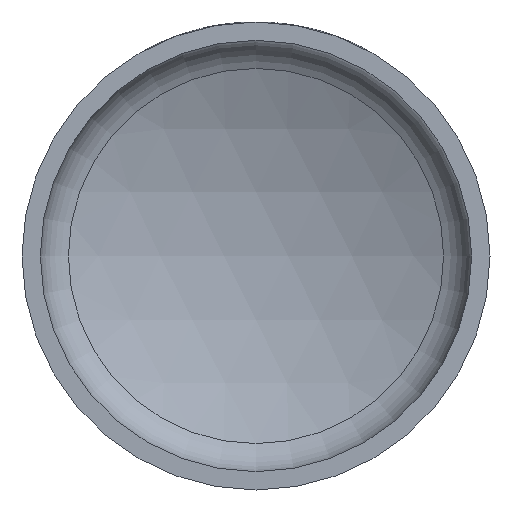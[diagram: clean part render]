
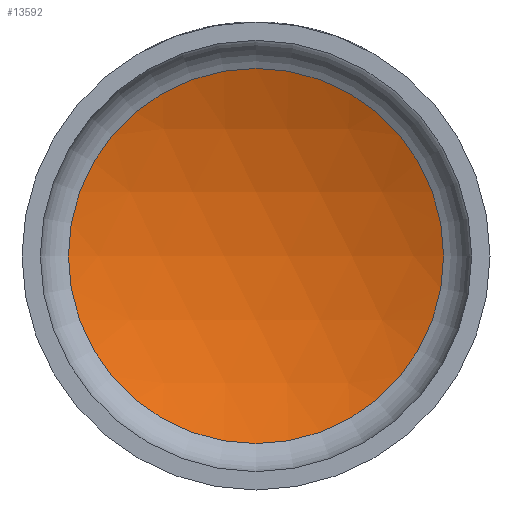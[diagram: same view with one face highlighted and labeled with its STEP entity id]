
A CAD part, front view. The second image highlights one B-rep face of the part: STEP entity #13592.
In plain terms, the highlighted spherical face has radius 51 mm.
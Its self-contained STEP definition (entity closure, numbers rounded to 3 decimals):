
#1270 = CARTESIAN_POINT ( 'NONE',  ( 0., 13.672, -20.444 ) ) ;
#1328 = CIRCLE ( 'NONE', #9053, 20.444 ) ;
#3130 = DIRECTION ( 'NONE',  ( 0., -1., 0. ) ) ;
#4264 = DIRECTION ( 'NONE',  ( 0., 0., -1. ) ) ;
#5831 = VERTEX_POINT ( 'NONE', #1270 ) ;
#7040 = FACE_OUTER_BOUND ( 'NONE', #14585, .T. ) ;
#7767 = DIRECTION ( 'NONE',  ( 1., 0., 0. ) ) ;
#9053 = AXIS2_PLACEMENT_3D ( 'NONE', #9548, #3130, #4264 ) ;
#9548 = CARTESIAN_POINT ( 'NONE',  ( 0., 13.672, 0. ) ) ;
#9776 = ORIENTED_EDGE ( 'NONE', *, *, #13730, .T. ) ;
#10502 = SPHERICAL_SURFACE ( 'NONE', #12170, 51. ) ;
#11454 = CARTESIAN_POINT ( 'NONE',  ( 0., -33.051, 0. ) ) ;
#12170 = AXIS2_PLACEMENT_3D ( 'NONE', #11454, #12952, #7767 ) ;
#12952 = DIRECTION ( 'NONE',  ( 0., 0., 1. ) ) ;
#13592 = ADVANCED_FACE ( 'NONE', ( #7040 ), #10502, .F. ) ;
#13730 = EDGE_CURVE ( 'NONE', #5831, #5831, #1328, .T. ) ;
#14585 = EDGE_LOOP ( 'NONE', ( #9776 ) ) ;
